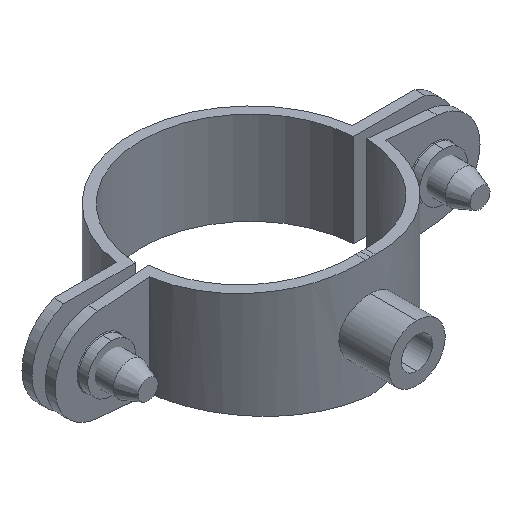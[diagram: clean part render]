
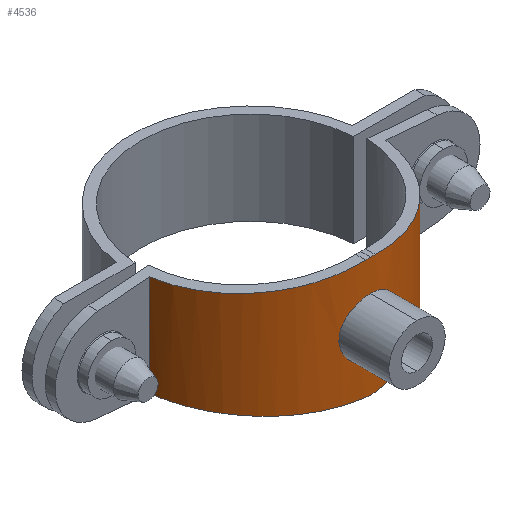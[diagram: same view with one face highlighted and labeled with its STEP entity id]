
A CAD part, isometric view. The second image highlights one B-rep face of the part: STEP entity #4536.
In plain terms, the highlighted cylindrical face has radius 18 mm (diameter 36 mm), a partial arc.
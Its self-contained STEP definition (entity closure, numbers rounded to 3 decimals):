
#2519=CARTESIAN_POINT('',(0.72,-17.986,8.971));
#2520=CARTESIAN_POINT('',(1.97,-17.936,8.871));
#2521=CARTESIAN_POINT('',(4.249,-17.592,8.688));
#2522=CARTESIAN_POINT('',(8.211,-16.243,8.37));
#2523=CARTESIAN_POINT('',(12.274,-13.57,8.044));
#2524=CARTESIAN_POINT('',(15.341,-9.793,7.798));
#2525=CARTESIAN_POINT('',(17.081,-5.981,7.658));
#2526=CARTESIAN_POINT('',(17.651,-3.742,7.612));
#2527=CARTESIAN_POINT('',(17.826,-2.5,7.598));
#2529=DIRECTION('',(0.,0.,-1.));
#2530=VECTOR('',#2529,15.197);
#2531=CARTESIAN_POINT('',(17.826,-2.5,7.598));
#2532=LINE('',#2531,#2530);
#2533=CARTESIAN_POINT('',(17.826,-2.5,-7.598));
#2534=CARTESIAN_POINT('',(17.651,-3.742,
-7.612));
#2535=CARTESIAN_POINT('',(17.081,-5.981,
-7.658));
#2536=CARTESIAN_POINT('',(15.341,-9.793,
-7.798));
#2537=CARTESIAN_POINT('',(12.274,-13.57,
-8.044));
#2538=CARTESIAN_POINT('',(8.211,-16.243,
-8.37));
#2539=CARTESIAN_POINT('',(4.249,-17.592,
-8.688));
#2540=CARTESIAN_POINT('',(1.97,-17.936,
-8.871));
#2541=CARTESIAN_POINT('',(0.72,-17.986,-8.971));
#2543=CARTESIAN_POINT('',(-0.72,-17.986,-8.971));
#2544=CARTESIAN_POINT('',(-1.97,-17.936,
-8.871));
#2545=CARTESIAN_POINT('',(-4.249,-17.592,
-8.688));
#2546=CARTESIAN_POINT('',(-8.211,-16.243,
-8.37));
#2547=CARTESIAN_POINT('',(-12.274,-13.57,
-8.044));
#2548=CARTESIAN_POINT('',(-15.341,-9.793,
-7.798));
#2549=CARTESIAN_POINT('',(-17.081,-5.981,
-7.658));
#2550=CARTESIAN_POINT('',(-17.651,-3.742,
-7.612));
#2551=CARTESIAN_POINT('',(-17.826,-2.5,-7.598));
#2553=DIRECTION('',(0.,0.,1.));
#2554=VECTOR('',#2553,15.197);
#2555=CARTESIAN_POINT('',(-17.826,-2.5,-7.598));
#2556=LINE('',#2555,#2554);
#2557=CARTESIAN_POINT('',(-17.826,-2.5,7.598));
#2558=CARTESIAN_POINT('',(-17.651,-3.742,
7.612));
#2559=CARTESIAN_POINT('',(-17.081,-5.981,
7.658));
#2560=CARTESIAN_POINT('',(-15.341,-9.793,
7.798));
#2561=CARTESIAN_POINT('',(-12.274,-13.57,
8.044));
#2562=CARTESIAN_POINT('',(-8.211,-16.243,
8.37));
#2563=CARTESIAN_POINT('',(-4.249,-17.592,
8.688));
#2564=CARTESIAN_POINT('',(-1.97,-17.936,
8.871));
#2565=CARTESIAN_POINT('',(-0.72,-17.986,8.971));
#2567=CARTESIAN_POINT('',(0.,-18.,-4.25));
#2568=CARTESIAN_POINT('',(0.297,-18.,-4.25));
#2569=CARTESIAN_POINT('',(0.878,-17.986,
-4.189));
#2570=CARTESIAN_POINT('',(1.729,-17.923,
-3.917));
#2571=CARTESIAN_POINT('',(2.51,-17.829,
-3.469));
#2572=CARTESIAN_POINT('',(3.184,-17.72,
-2.863));
#2573=CARTESIAN_POINT('',(3.714,-17.615,
-2.13));
#2574=CARTESIAN_POINT('',(4.075,-17.533,
-1.31));
#2575=CARTESIAN_POINT('',(4.258,-17.489,
-0.442));
#2576=CARTESIAN_POINT('',(4.258,-17.489,
0.442));
#2577=CARTESIAN_POINT('',(4.075,-17.533,1.31));
#2578=CARTESIAN_POINT('',(3.714,-17.615,2.13));
#2579=CARTESIAN_POINT('',(3.184,-17.72,2.863));
#2580=CARTESIAN_POINT('',(2.51,-17.829,3.469));
#2581=CARTESIAN_POINT('',(1.729,-17.923,3.917));
#2582=CARTESIAN_POINT('',(0.878,-17.986,
4.189));
#2583=CARTESIAN_POINT('',(0.297,-18.,4.25));
#2584=CARTESIAN_POINT('',(0.,-18.,4.25));
#2586=CARTESIAN_POINT('',(0.,-18.,4.25));
#2587=CARTESIAN_POINT('',(-0.297,-18.,4.25));
#2588=CARTESIAN_POINT('',(-0.879,-17.985,
4.189));
#2589=CARTESIAN_POINT('',(-1.729,-17.923,
3.917));
#2590=CARTESIAN_POINT('',(-2.51,-17.829,
3.469));
#2591=CARTESIAN_POINT('',(-3.184,-17.72,
2.863));
#2592=CARTESIAN_POINT('',(-3.714,-17.615,
2.131));
#2593=CARTESIAN_POINT('',(-4.075,-17.533,
1.311));
#2594=CARTESIAN_POINT('',(-4.258,-17.489,
0.442));
#2595=CARTESIAN_POINT('',(-4.258,-17.489,
-0.442));
#2596=CARTESIAN_POINT('',(-4.075,-17.533,
-1.311));
#2597=CARTESIAN_POINT('',(-3.714,-17.615,
-2.131));
#2598=CARTESIAN_POINT('',(-3.184,-17.72,
-2.863));
#2599=CARTESIAN_POINT('',(-2.51,-17.829,
-3.469));
#2600=CARTESIAN_POINT('',(-1.729,-17.923,
-3.917));
#2601=CARTESIAN_POINT('',(-0.879,-17.985,
-4.189));
#2602=CARTESIAN_POINT('',(-0.297,-18.,-4.25));
#2603=CARTESIAN_POINT('',(0.,-18.,-4.25));
#2605=CARTESIAN_POINT('',(0.72,-17.986,-8.971));
#2606=CARTESIAN_POINT('',(0.56,-17.992,
-8.984));
#2607=CARTESIAN_POINT('',(0.24,-18.001,
-9.001));
#2608=CARTESIAN_POINT('',(-0.24,-18.001,
-9.001));
#2609=CARTESIAN_POINT('',(-0.56,-17.992,
-8.984));
#2610=CARTESIAN_POINT('',(-0.72,-17.986,-8.971));
#2653=CARTESIAN_POINT('',(-0.72,-17.986,8.971));
#2654=CARTESIAN_POINT('',(-0.64,-17.989,
8.978));
#2655=CARTESIAN_POINT('',(-0.48,-17.994,
8.988));
#2656=CARTESIAN_POINT('',(-0.24,-17.999,
8.998));
#2657=CARTESIAN_POINT('',(-0.08,-18.,9.));
#2658=CARTESIAN_POINT('',(0.,-18.,9.));
#2672=CARTESIAN_POINT('',(0.,-18.,9.));
#2673=CARTESIAN_POINT('',(0.08,-18.,9.));
#2674=CARTESIAN_POINT('',(0.24,-17.999,
8.998));
#2675=CARTESIAN_POINT('',(0.48,-17.994,
8.988));
#2676=CARTESIAN_POINT('',(0.64,-17.989,
8.978));
#2677=CARTESIAN_POINT('',(0.72,-17.986,8.971));
#3834=VERTEX_POINT('',#2653);
#3835=VERTEX_POINT('',#2658);
#3865=CARTESIAN_POINT('',(-0.72,-17.986,-8.971));
#3867=VERTEX_POINT('',#3865);
#3870=CARTESIAN_POINT('',(0.72,-17.986,-8.971));
#3872=VERTEX_POINT('',#3870);
#3941=VERTEX_POINT('',#2677);
#4086=VERTEX_POINT('',#2586);
#4087=VERTEX_POINT('',#2603);
#4106=CARTESIAN_POINT('',(-17.826,-2.5,-7.598));
#4107=CARTESIAN_POINT('',(-17.826,-2.5,7.598));
#4108=VERTEX_POINT('',#4106);
#4109=VERTEX_POINT('',#4107);
#4110=CARTESIAN_POINT('',(17.826,-2.5,7.598));
#4111=CARTESIAN_POINT('',(17.826,-2.5,-7.598));
#4112=VERTEX_POINT('',#4110);
#4113=VERTEX_POINT('',#4111);
#4508=CARTESIAN_POINT('',(0.,0.,9.));
#4509=DIRECTION('',(0.,0.,-1.));
#4510=DIRECTION('',(-1.,0.,0.));
#4511=AXIS2_PLACEMENT_3D('',#4508,#4509,#4510);
#4512=CYLINDRICAL_SURFACE('',#4511,18.);
#4513=ORIENTED_EDGE('',*,*,#4469,.T.);
#4514=ORIENTED_EDGE('',*,*,#4495,.T.);
#4515=ORIENTED_EDGE('',*,*,#4429,.T.);
#4517=ORIENTED_EDGE('',*,*,#4516,.T.);
#4519=ORIENTED_EDGE('',*,*,#4518,.T.);
#4521=ORIENTED_EDGE('',*,*,#4520,.T.);
#4523=ORIENTED_EDGE('',*,*,#4522,.T.);
#4525=ORIENTED_EDGE('',*,*,#4524,.T.);
#4527=ORIENTED_EDGE('',*,*,#4526,.T.);
#4528=EDGE_LOOP('',(#4513,#4514,#4515,#4517,#4519,#4521,#4523,#4525,#4527));
#4529=FACE_OUTER_BOUND('',#4528,.F.);
#4531=ORIENTED_EDGE('',*,*,#4530,.T.);
#4533=ORIENTED_EDGE('',*,*,#4532,.T.);
#4534=EDGE_LOOP('',(#4531,#4533));
#4535=FACE_BOUND('',#4534,.F.);
#4536=ADVANCED_FACE('',(#4529,#4535),#4512,.T.);
#2528=B_SPLINE_CURVE_WITH_KNOTS('',3,(#2519,#2520,#2521,#2522,#2523,#2524,#2525,
#2526,#2527),.UNSPECIFIED.,.F.,.F.,(4,1,1,1,1,1,4),(0.,0.125,0.25,0.5,
0.75,0.875,1.),.UNSPECIFIED.);
#2542=B_SPLINE_CURVE_WITH_KNOTS('',3,(#2533,#2534,#2535,#2536,#2537,#2538,#2539,
#2540,#2541),.UNSPECIFIED.,.F.,.F.,(4,1,1,1,1,1,4),(0.,0.125,0.25,0.5,
0.75,0.875,1.),.UNSPECIFIED.);
#2552=B_SPLINE_CURVE_WITH_KNOTS('',3,(#2543,#2544,#2545,#2546,#2547,#2548,#2549,
#2550,#2551),.UNSPECIFIED.,.F.,.F.,(4,1,1,1,1,1,4),(0.,0.125,0.25,0.5,
0.75,0.875,1.),.UNSPECIFIED.);
#2566=B_SPLINE_CURVE_WITH_KNOTS('',3,(#2557,#2558,#2559,#2560,#2561,#2562,#2563,
#2564,#2565),.UNSPECIFIED.,.F.,.F.,(4,1,1,1,1,1,4),(0.,0.125,0.25,0.5,
0.75,0.875,1.),.UNSPECIFIED.);
#2585=B_SPLINE_CURVE_WITH_KNOTS('',3,(#2567,#2568,#2569,#2570,#2571,#2572,#2573,
#2574,#2575,#2576,#2577,#2578,#2579,#2580,#2581,#2582,#2583,#2584),
.UNSPECIFIED.,.F.,.F.,(4,1,1,1,1,1,1,1,1,1,1,1,1,1,1,4),(0.,0.067,
0.133,0.2,0.267,0.333,0.4,
0.467,0.533,0.6,0.667,0.733,
0.8,0.867,0.933,1.),.UNSPECIFIED.);
#2604=B_SPLINE_CURVE_WITH_KNOTS('',3,(#2586,#2587,#2588,#2589,#2590,#2591,#2592,
#2593,#2594,#2595,#2596,#2597,#2598,#2599,#2600,#2601,#2602,#2603),
.UNSPECIFIED.,.F.,.F.,(4,1,1,1,1,1,1,1,1,1,1,1,1,1,1,4),(0.,0.067,
0.133,0.2,0.267,0.333,0.4,
0.467,0.533,0.6,0.667,0.733,
0.8,0.867,0.933,1.),.UNSPECIFIED.);
#2611=B_SPLINE_CURVE_WITH_KNOTS('',3,(#2605,#2606,#2607,#2608,#2609,#2610),
.UNSPECIFIED.,.F.,.F.,(4,1,1,4),(0.,0.333,0.667,1.),
.UNSPECIFIED.);
#2659=B_SPLINE_CURVE_WITH_KNOTS('',3,(#2653,#2654,#2655,#2656,#2657,#2658),
.UNSPECIFIED.,.F.,.F.,(4,1,1,4),(0.,0.333,0.667,1.),
.UNSPECIFIED.);
#2678=B_SPLINE_CURVE_WITH_KNOTS('',3,(#2672,#2673,#2674,#2675,#2676,#2677),
.UNSPECIFIED.,.F.,.F.,(4,1,1,4),(0.,0.333,0.667,1.),
.UNSPECIFIED.);
#4429=EDGE_CURVE('',#4113,#3872,#2542,.T.);
#4469=EDGE_CURVE('',#3941,#4112,#2528,.T.);
#4495=EDGE_CURVE('',#4112,#4113,#2532,.T.);
#4516=EDGE_CURVE('',#3872,#3867,#2611,.T.);
#4518=EDGE_CURVE('',#3867,#4108,#2552,.T.);
#4520=EDGE_CURVE('',#4108,#4109,#2556,.T.);
#4522=EDGE_CURVE('',#4109,#3834,#2566,.T.);
#4524=EDGE_CURVE('',#3834,#3835,#2659,.T.);
#4526=EDGE_CURVE('',#3835,#3941,#2678,.T.);
#4530=EDGE_CURVE('',#4087,#4086,#2585,.T.);
#4532=EDGE_CURVE('',#4086,#4087,#2604,.T.);
